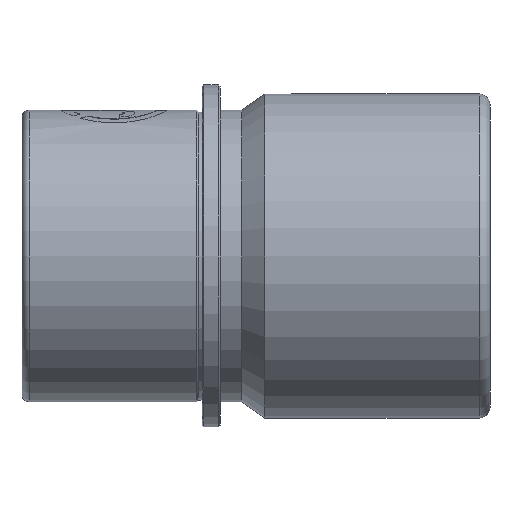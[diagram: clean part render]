
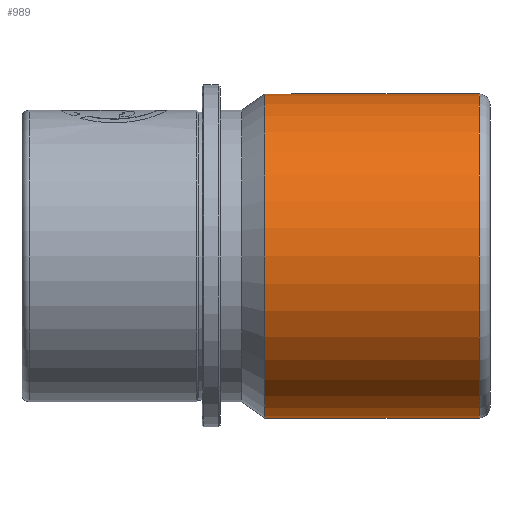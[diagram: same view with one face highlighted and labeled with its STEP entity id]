
A CAD part, left-side view. The second image highlights one B-rep face of the part: STEP entity #989.
In plain terms, the highlighted cylindrical face has radius 45 mm (diameter 90 mm), a partial arc.
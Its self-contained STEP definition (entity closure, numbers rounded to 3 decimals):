
#62 = VERTEX_POINT ( 'NONE', #2465 ) ;
#114 = AXIS2_PLACEMENT_3D ( 'NONE', #1183, #1967, #1468 ) ;
#244 = CIRCLE ( 'NONE', #2016, 45. ) ;
#365 = CIRCLE ( 'NONE', #2027, 45. ) ;
#639 = LINE ( 'NONE', #2769, #3249 ) ;
#660 = DIRECTION ( 'NONE',  ( 0., -1., 0. ) ) ;
#704 = DIRECTION ( 'NONE',  ( 0., 0., -1. ) ) ;
#834 = LINE ( 'NONE', #2411, #2930 ) ;
#976 = DIRECTION ( 'NONE',  ( 0., 0., -1. ) ) ;
#989 = ADVANCED_FACE ( 'NONE', ( #2977 ), #1235, .T. ) ;
#1067 = EDGE_CURVE ( 'NONE', #2482, #3139, #365, .T. ) ;
#1138 = ORIENTED_EDGE ( 'NONE', *, *, #3187, .F. ) ;
#1183 = CARTESIAN_POINT ( 'NONE',  ( -11., 0., 0. ) ) ;
#1235 = CYLINDRICAL_SURFACE ( 'NONE', #114, 45. ) ;
#1468 = DIRECTION ( 'NONE',  ( 0., 0., -1. ) ) ;
#1497 = ORIENTED_EDGE ( 'NONE', *, *, #1067, .T. ) ;
#1595 = CARTESIAN_POINT ( 'NONE',  ( -11., -5.734, 45. ) ) ;
#1707 = DIRECTION ( 'NONE',  ( 0., -1., 0. ) ) ;
#1806 = ORIENTED_EDGE ( 'NONE', *, *, #2134, .F. ) ;
#1967 = DIRECTION ( 'NONE',  ( 0., -1., 0. ) ) ;
#2016 = AXIS2_PLACEMENT_3D ( 'NONE', #2212, #660, #704 ) ;
#2027 = AXIS2_PLACEMENT_3D ( 'NONE', #3217, #1707, #976 ) ;
#2134 = EDGE_CURVE ( 'NONE', #2482, #3195, #639, .T. ) ;
#2212 = CARTESIAN_POINT ( 'NONE',  ( -11., -65.308, 0. ) ) ;
#2275 = DIRECTION ( 'NONE',  ( 0., -1., 0. ) ) ;
#2411 = CARTESIAN_POINT ( 'NONE',  ( -11., 0., -45. ) ) ;
#2459 = CARTESIAN_POINT ( 'NONE',  ( -11., -65.308, 45. ) ) ;
#2465 = CARTESIAN_POINT ( 'NONE',  ( -11., -65.308, -45. ) ) ;
#2482 = VERTEX_POINT ( 'NONE', #1595 ) ;
#2704 = ORIENTED_EDGE ( 'NONE', *, *, #3158, .T. ) ;
#2769 = CARTESIAN_POINT ( 'NONE',  ( -11., 0., 45. ) ) ;
#2839 = EDGE_LOOP ( 'NONE', ( #1806, #1497, #2704, #1138 ) ) ;
#2924 = CARTESIAN_POINT ( 'NONE',  ( -11., -5.734, -45. ) ) ;
#2930 = VECTOR ( 'NONE', #3207, 1000. ) ;
#2977 = FACE_OUTER_BOUND ( 'NONE', #2839, .T. ) ;
#3139 = VERTEX_POINT ( 'NONE', #2924 ) ;
#3158 = EDGE_CURVE ( 'NONE', #3139, #62, #834, .T. ) ;
#3187 = EDGE_CURVE ( 'NONE', #3195, #62, #244, .T. ) ;
#3195 = VERTEX_POINT ( 'NONE', #2459 ) ;
#3207 = DIRECTION ( 'NONE',  ( 0., -1., 0. ) ) ;
#3217 = CARTESIAN_POINT ( 'NONE',  ( -11., -5.734, 0. ) ) ;
#3249 = VECTOR ( 'NONE', #2275, 1000. ) ;
